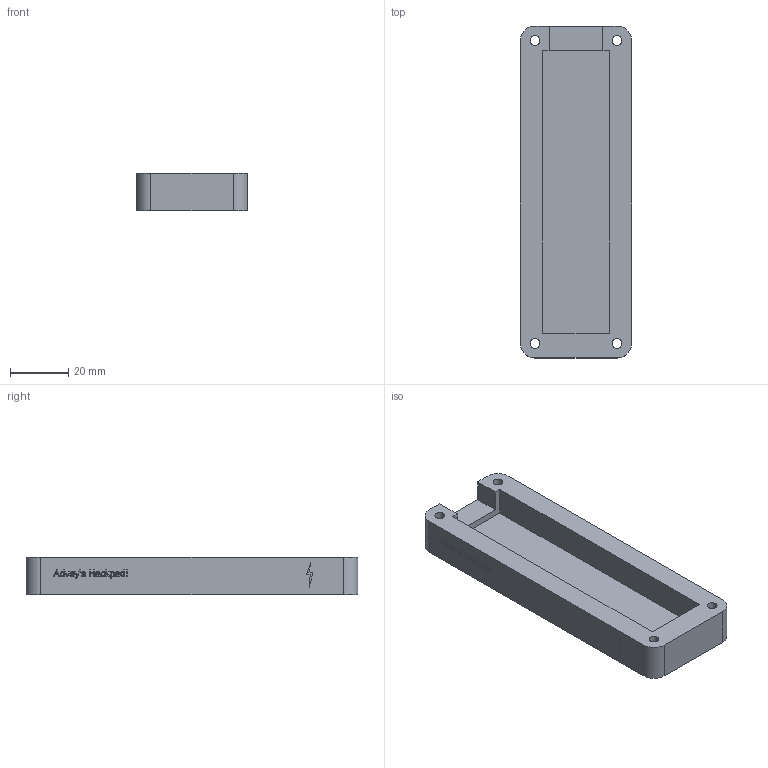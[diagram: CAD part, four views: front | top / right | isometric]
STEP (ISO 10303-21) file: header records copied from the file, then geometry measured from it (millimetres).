
FILE_DESCRIPTION(/* description */ ('','CAx-IF Rec.Pracs.---Representation and Presentation of Product Manufacturing Information (PMI)---4.0---2014-10-13'),/* implementation_level */ '2;1');
FILE_NAME(/* name */ 'hackpad_bottom v2.step',/* time_stamp */ '2025-02-19T13:32:46-08:00',/* author */ (''),/* organization */ (''),/* preprocessor_version */ 'ST-DEVELOPER v20',/* originating_system */ 'Autodesk Translation Framework v13.20.0.188',/* authorisation */ '');
FILE_SCHEMA (('AP203_CONFIGURATION_CONTROLLED_3D_DESIGN_OF_MECHANICAL_PARTS_AND_ASSEMBLIES_MIM_LF { 1 0 10303 203 3 1 4 }','AP242_MANAGED_MODEL_BASED_3D_ENGINEERING_MIM_LF { 1 0 10303 442 1 1 4 }'));
Length unit declared in the file: inch
Products named in the file (2): hackpad_bottom; new Hackpad case
Assembly tree (1 placements, depth 2):
  hackpad_bottom
    new Hackpad case
Bounding box: 38.2 x 114.1 x 13 mm (x, y, z)
Volume: 32171.4 mm3; surface area: 15393.4 mm2
Topology: 1 solids, 1 shells, 370 faces, 1020 edges, 680 vertices
Faces by surface type: bspline 214, plane 144, cylinder 12
Full cylindrical faces by diameter (mm): 3.4 x4, 6 x4
Entity records: 13759 total; most frequent: CARTESIAN_POINT 5711, ORIENTED_EDGE 2040, EDGE_CURVE 1020, DIRECTION 934, VERTEX_POINT 680, LINE 568, VECTOR 568, B_SPLINE_CURVE_WITH_KNOTS 428
